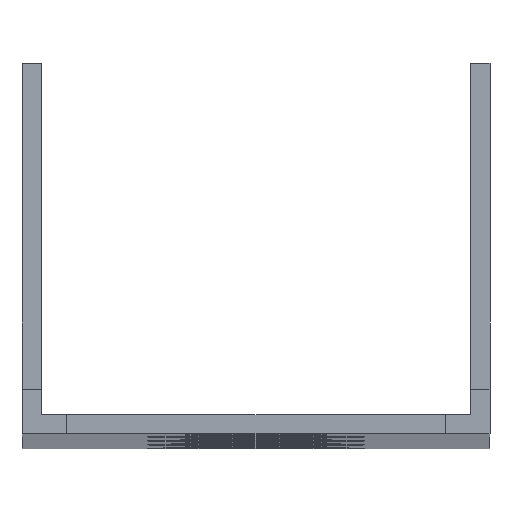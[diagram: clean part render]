
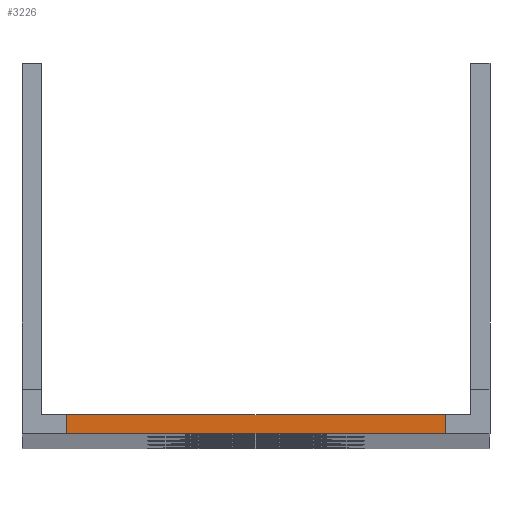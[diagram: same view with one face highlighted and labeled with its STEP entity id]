
A CAD part, top view. The second image highlights one B-rep face of the part: STEP entity #3226.
In plain terms, the highlighted planar face has unit normal (0, 0, 1).
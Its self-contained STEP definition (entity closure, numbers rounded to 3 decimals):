
#417=FACE_OUTER_BOUND('',#655,.T.);
#655=EDGE_LOOP('',(#2384,#2385,#2386,#2387));
#847=LINE('',#4654,#1115);
#910=LINE('',#4956,#1178);
#960=LINE('',#5143,#1228);
#962=LINE('',#5146,#1230);
#1115=VECTOR('',#3727,10.);
#1178=VECTOR('',#3974,10.);
#1228=VECTOR('',#4114,10.);
#1230=VECTOR('',#4118,10.);
#1383=VERTEX_POINT('',#4651);
#1384=VERTEX_POINT('',#4653);
#1530=VERTEX_POINT('',#4953);
#1531=VERTEX_POINT('',#4955);
#1679=EDGE_CURVE('',#1383,#1384,#847,.T.);
#1830=EDGE_CURVE('',#1531,#1530,#910,.T.);
#1924=EDGE_CURVE('',#1383,#1531,#960,.T.);
#1926=EDGE_CURVE('',#1530,#1384,#962,.T.);
#2384=ORIENTED_EDGE('',*,*,#1926,.T.);
#2385=ORIENTED_EDGE('',*,*,#1679,.F.);
#2386=ORIENTED_EDGE('',*,*,#1924,.T.);
#2387=ORIENTED_EDGE('',*,*,#1830,.T.);
#3013=PLANE('',#3531);
#3226=ADVANCED_FACE('',(#417),#3013,.F.);
#3531=AXIS2_PLACEMENT_3D('',#5150,#4121,#4122);
#3727=DIRECTION('',(-1.,0.,0.));
#3974=DIRECTION('',(-1.,0.,0.));
#4114=DIRECTION('',(0.,1.,0.));
#4118=DIRECTION('',(0.,-1.,0.));
#4121=DIRECTION('center_axis',(0.,0.,
-1.));
#4122=DIRECTION('ref_axis',(-1.,0.,0.));
#4651=CARTESIAN_POINT('',(-29.679,0.,0.));
#4653=CARTESIAN_POINT('',(-59.321,0.,0.));
#4654=CARTESIAN_POINT('',(0.,0.,0.));
#4953=CARTESIAN_POINT('',(-59.321,1.5,0.));
#4955=CARTESIAN_POINT('',(-29.679,1.5,0.));
#4956=CARTESIAN_POINT('',(0.,1.5,0.));
#5143=CARTESIAN_POINT('',(-29.679,0.75,0.));
#5146=CARTESIAN_POINT('',(-59.321,0.75,0.));
#5150=CARTESIAN_POINT('Origin',(-23.429,3.5,0.));
